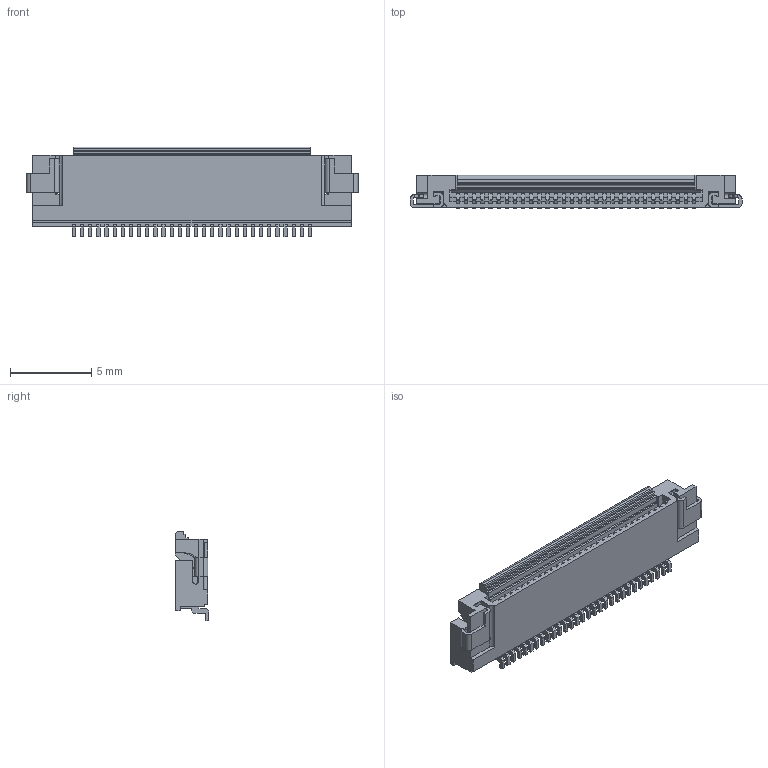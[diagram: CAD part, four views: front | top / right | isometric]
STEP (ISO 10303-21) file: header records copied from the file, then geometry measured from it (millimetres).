
FILE_DESCRIPTION((''),'2;1');
FILE_NAME('528923033','2016-11-29T',('ksrinivasara'),(''),'PRO/ENGINEER BY PARAMETRIC TECHNOLOGY CORPORATION, 2012310','PRO/ENGINEER BY PARAMETRIC TECHNOLOGY CORPORATION, 2012310','');
FILE_SCHEMA(('CONFIG_CONTROL_DESIGN'));
Length unit declared in the file: millimetre
Products named in the file (1): 528923033
Bounding box: 20.4 x 2.04 x 5.5 mm (x, y, z)
Volume: 123.3 mm3; surface area: 666.6 mm2
Topology: 1 solids, 1 shells, 1371 faces, 4063 edges, 2740 vertices
Faces by surface type: plane 1168, cylinder 203
Entity records: 45179 total; most frequent: CARTESIAN_POINT 8124, ORIENTED_EDGE 7866, DIRECTION 7209, EDGE_CURVE 3933, VECTOR 3629, LINE 3629, VERTEX_POINT 2608, AXIS2_PLACEMENT_3D 1790
